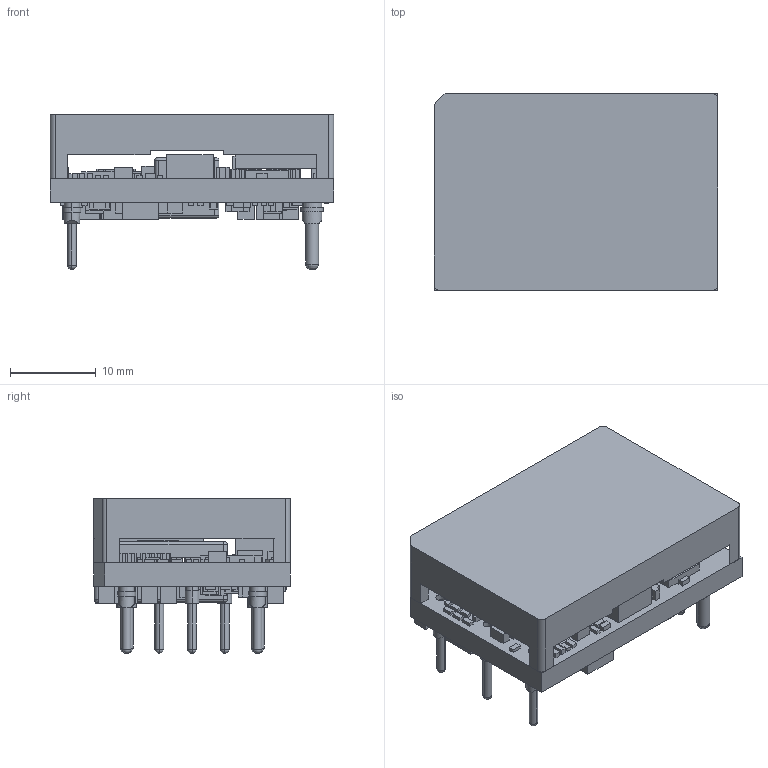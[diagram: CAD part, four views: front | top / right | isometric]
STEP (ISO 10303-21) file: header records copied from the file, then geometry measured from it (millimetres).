
FILE_DESCRIPTION(('FreeCAD Model'),'2;1');
FILE_NAME('Open CASCADE Shape Model','2025-09-29T21:05:09',('Author'),( ''),'Open CASCADE STEP processor 7.8','FreeCAD','Unknown');
FILE_SCHEMA(('AUTOMOTIVE_DESIGN { 1 0 10303 214 1 1 1 1 }'));
Length unit declared in the file: millimetre
Products named in the file (131): BMR67502-BP.stp|132#BMR67502_ASM.ASM|117#PARTS-160680_ASM.ASM|1#C10_
PRT.PRT;C10_PRT.PRT; SOLID; SOLID001; SOLID002; SOLID003; SOLID004; SOLID005; SOLID006; SOLID007; SOLID008; SOLID009; SOLID010; SOLID011; SOLID012; SOLID013; SOLID014; SOLID015; SOLID016; SOLID017; SOLID018; SOLID019; SOLID020; SOLID021; SOLID022; SOLID023; SOLID024; SOLID025; SOLID026; SOLID027; SOLID028; SOLID029; SOLID030; SOLID031; SOLID032; SOLID033; SOLID034; SOLID035; SOLID036; SOLID037; SOLID038 ...
Assembly tree (130 placements, depth 2):
  BMR67502-BP.stp|132#BMR67502_ASM.ASM|117#PARTS-160680_ASM.ASM|1#C10_
PRT.PRT;C10_PRT.PRT
    SOLID
    SOLID001
    SOLID002
    SOLID003
    SOLID004
    SOLID005
    SOLID006
    SOLID007
    SOLID008
    SOLID009
    SOLID010
    SOLID011
    SOLID012
    SOLID013
    SOLID014
    SOLID015
    SOLID016
    SOLID017
    SOLID018
    SOLID019
    SOLID020
    SOLID021
    SOLID022
    SOLID023
    SOLID024
    SOLID025
    SOLID026
    SOLID027
    SOLID028
    SOLID029
    SOLID030
    SOLID031
    SOLID032
    SOLID033
    SOLID034
    SOLID035
    SOLID036
    SOLID037
    SOLID038
    SOLID039
    SOLID040
    SOLID041
    SOLID042
    SOLID043
    SOLID044
    SOLID045
    SOLID046
    SOLID047
    SOLID048
    SOLID049
    SOLID050
    SOLID051
    SOLID052
    SOLID053
    SOLID054
    SOLID055
    SOLID056
    SOLID057
    SOLID058
Bounding box: 33.02 x 22.88 x 18.03 mm (x, y, z)
Volume: 6567.7 mm3; surface area: 7368.7 mm2
Topology: 130 solids, 130 shells, 1514 faces, 3649 edges, 2404 vertices
Faces by surface type: plane 1236, cylinder 188, cone 44, revolution 26, sphere 10, torus 10
Entity records: 48258 total; most frequent: CARTESIAN_POINT 9333, DIRECTION 7278, ORIENTED_EDGE 7254, EDGE_CURVE 3627, LINE 2994, VECTOR 2994, VERTEX_POINT 2404, AXIS2_PLACEMENT_3D 2129
